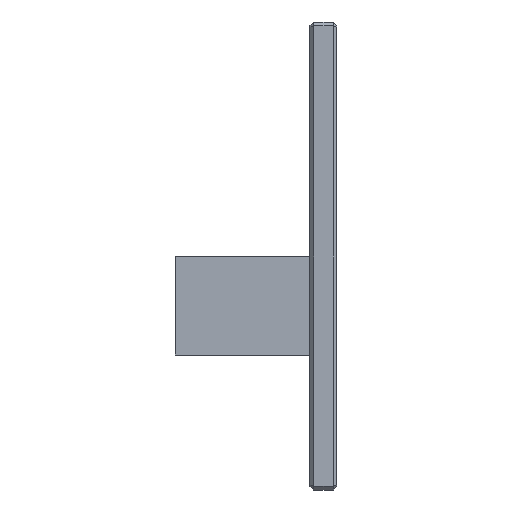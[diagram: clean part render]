
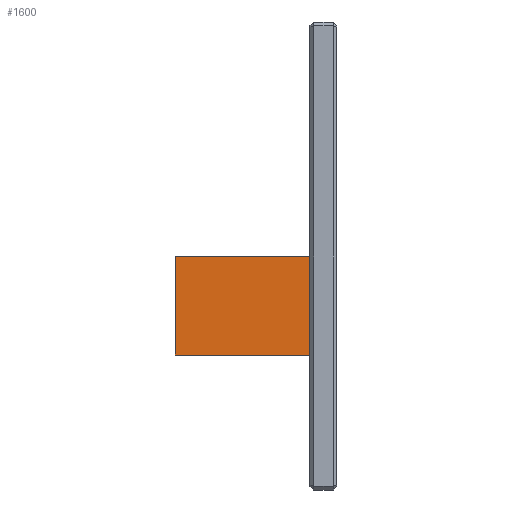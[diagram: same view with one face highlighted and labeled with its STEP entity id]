
A CAD part, left-side view. The second image highlights one B-rep face of the part: STEP entity #1600.
In plain terms, the highlighted planar face has unit normal (-1, 0, 0).
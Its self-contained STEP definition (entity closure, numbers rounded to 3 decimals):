
#96=PLANE('',#1748);
#201=FACE_OUTER_BOUND('',#312,.T.);
#312=EDGE_LOOP('',(#1475,#1476,#1477,#1478));
#365=LINE('',#2355,#542);
#469=LINE('',#2585,#646);
#488=LINE('',#2631,#665);
#492=LINE('',#2638,#669);
#542=VECTOR('',#1886,10.);
#646=VECTOR('',#2120,10.);
#665=VECTOR('',#2183,10.);
#669=VECTOR('',#2189,10.);
#774=VERTEX_POINT('',#2352);
#775=VERTEX_POINT('',#2354);
#836=VERTEX_POINT('',#2584);
#841=VERTEX_POINT('',#2630);
#917=EDGE_CURVE('',#774,#775,#365,.T.);
#1033=EDGE_CURVE('',#775,#836,#469,.T.);
#1056=EDGE_CURVE('',#836,#841,#488,.T.);
#1060=EDGE_CURVE('',#774,#841,#492,.T.);
#1475=ORIENTED_EDGE('',*,*,#1033,.F.);
#1476=ORIENTED_EDGE('',*,*,#917,.F.);
#1477=ORIENTED_EDGE('',*,*,#1060,.T.);
#1478=ORIENTED_EDGE('',*,*,#1056,.F.);
#1600=ADVANCED_FACE('',(#201),#96,.F.);
#1748=AXIS2_PLACEMENT_3D('',#2637,#2187,#2188);
#1886=DIRECTION('',(0.,0.,-1.));
#2120=DIRECTION('',(0.,1.,0.));
#2183=DIRECTION('',(0.,0.,1.));
#2187=DIRECTION('center_axis',(1.,0.,0.));
#2188=DIRECTION('ref_axis',(0.,-1.,0.));
#2189=DIRECTION('',(0.,1.,0.));
#2352=CARTESIAN_POINT('',(-90.5,3.,5.5));
#2354=CARTESIAN_POINT('',(-90.5,3.,-5.5));
#2355=CARTESIAN_POINT('',(-90.5,3.,0.));
#2584=CARTESIAN_POINT('',(-90.5,18.,-5.5));
#2585=CARTESIAN_POINT('',(-90.5,17.,-5.5));
#2630=CARTESIAN_POINT('',(-90.5,18.,5.5));
#2631=CARTESIAN_POINT('',(-90.5,18.,0.));
#2637=CARTESIAN_POINT('Origin',(-90.5,10.,0.));
#2638=CARTESIAN_POINT('',(-90.5,17.,5.5));
